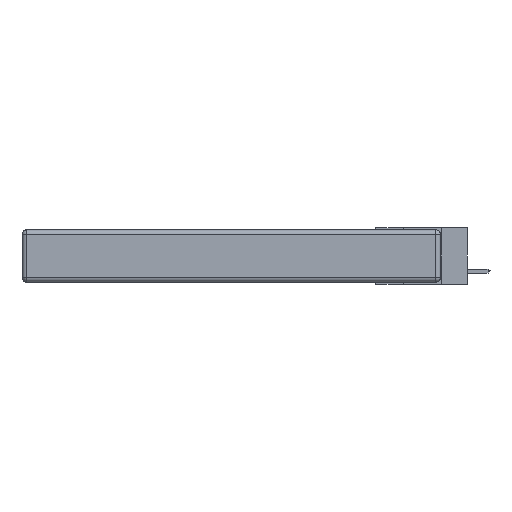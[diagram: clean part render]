
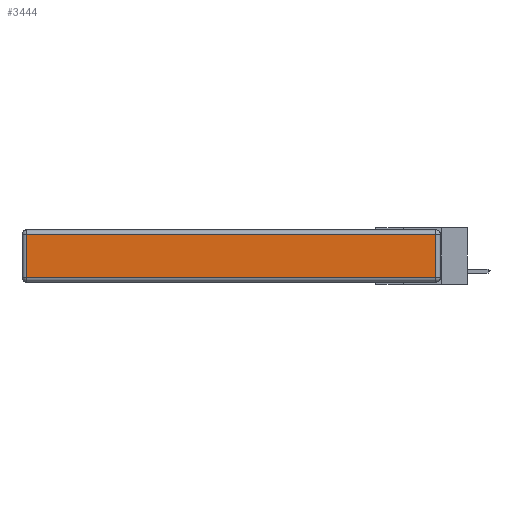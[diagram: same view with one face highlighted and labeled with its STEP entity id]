
A CAD part, left-side view. The second image highlights one B-rep face of the part: STEP entity #3444.
In plain terms, the highlighted planar face has unit normal (-1, 0, 0).
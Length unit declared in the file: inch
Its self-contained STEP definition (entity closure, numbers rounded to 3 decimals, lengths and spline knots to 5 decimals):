
#73 = CARTESIAN_POINT ( 'NONE',  ( 0., 2.75, -0.03 ) ) ;
#696 = ORIENTED_EDGE ( 'NONE', *, *, #29358, .T. ) ;
#830 = PLANE ( 'NONE',  #29575 ) ;
#1781 = CARTESIAN_POINT ( 'NONE',  ( 0., 2.72, -0.343 ) ) ;
#2055 = CARTESIAN_POINT ( 'NONE',  ( 0., 0., -0.313 ) ) ;
#2321 = CARTESIAN_POINT ( 'NONE',  ( 0., 0.03, -0.313 ) ) ;
#3444 = ADVANCED_FACE ( 'NONE', ( #10308 ), #830, .T. ) ;
#6034 = LINE ( 'NONE', #1781, #18849 ) ;
#7306 = DIRECTION ( 'NONE',  ( 0., 1., 0. ) ) ;
#8735 = EDGE_CURVE ( 'NONE', #10766, #27569, #24810, .T. ) ;
#9317 = VERTEX_POINT ( 'NONE', #22237 ) ;
#9745 = DIRECTION ( 'NONE',  ( 0., -1., 0. ) ) ;
#9752 = LINE ( 'NONE', #27761, #13096 ) ;
#10308 = FACE_OUTER_BOUND ( 'NONE', #28852, .T. ) ;
#10766 = VERTEX_POINT ( 'NONE', #24013 ) ;
#11544 = DIRECTION ( 'NONE',  ( 0., 0., -1. ) ) ;
#12640 = LINE ( 'NONE', #73, #18279 ) ;
#13096 = VECTOR ( 'NONE', #25401, 39.37008 ) ;
#13802 = CARTESIAN_POINT ( 'NONE',  ( 0., 2.72, -0.03 ) ) ;
#13942 = VECTOR ( 'NONE', #9745, 39.37008 ) ;
#15311 = DIRECTION ( 'NONE',  ( 0., 0., 1. ) ) ;
#18279 = VECTOR ( 'NONE', #7306, 39.37008 ) ;
#18849 = VECTOR ( 'NONE', #11544, 39.37008 ) ;
#20061 = CARTESIAN_POINT ( 'NONE',  ( 0., 0., -0.343 ) ) ;
#22237 = CARTESIAN_POINT ( 'NONE',  ( 0., 0.03, -0.03 ) ) ;
#24013 = CARTESIAN_POINT ( 'NONE',  ( 0., 2.72, -0.313 ) ) ;
#24159 = EDGE_CURVE ( 'NONE', #25318, #10766, #6034, .T. ) ;
#24810 = LINE ( 'NONE', #2055, #13942 ) ;
#24911 = ORIENTED_EDGE ( 'NONE', *, *, #8735, .T. ) ;
#25318 = VERTEX_POINT ( 'NONE', #13802 ) ;
#25401 = DIRECTION ( 'NONE',  ( 0., 0., 1. ) ) ;
#27224 = DIRECTION ( 'NONE',  ( -1., 0., 0. ) ) ;
#27569 = VERTEX_POINT ( 'NONE', #2321 ) ;
#27761 = CARTESIAN_POINT ( 'NONE',  ( 0., 0.03, -0.343 ) ) ;
#28852 = EDGE_LOOP ( 'NONE', ( #24911, #696, #30490, #29243 ) ) ;
#29243 = ORIENTED_EDGE ( 'NONE', *, *, #24159, .T. ) ;
#29358 = EDGE_CURVE ( 'NONE', #27569, #9317, #9752, .T. ) ;
#29575 = AXIS2_PLACEMENT_3D ( 'NONE', #20061, #27224, #15311 ) ;
#30490 = ORIENTED_EDGE ( 'NONE', *, *, #30895, .T. ) ;
#30895 = EDGE_CURVE ( 'NONE', #9317, #25318, #12640, .T. ) ;
